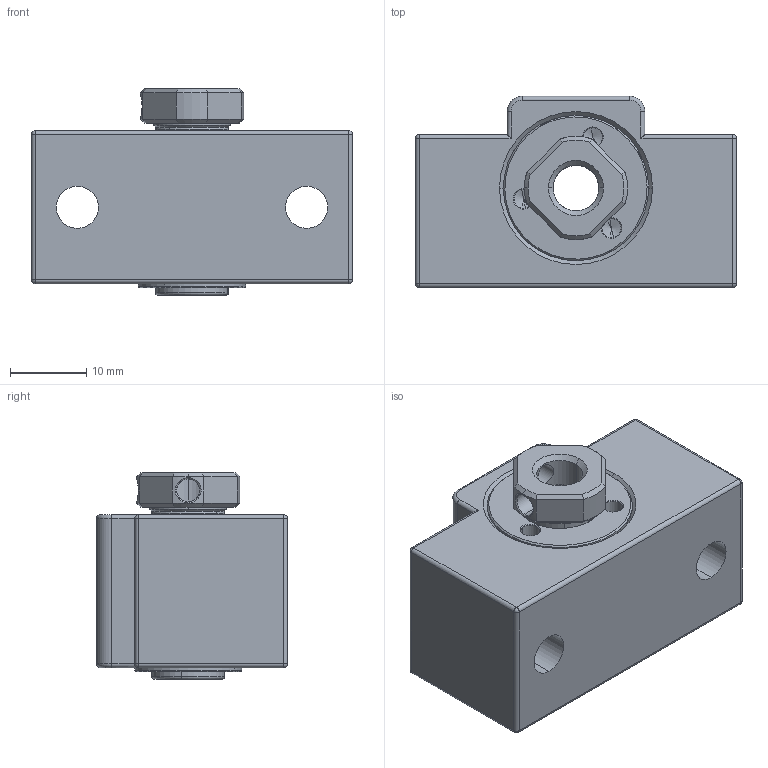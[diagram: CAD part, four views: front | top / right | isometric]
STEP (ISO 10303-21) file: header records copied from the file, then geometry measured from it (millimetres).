
FILE_DESCRIPTION (( 'STEP AP214' ), '1' );
FILE_NAME ('EK06疒玉.STEP', '2018-12-10T05:06:10', ( 'Windows 荤侩磊' ), ( '' ), 'SwSTEP 2.0', 'SolidWorks 2013', '' );
FILE_SCHEMA (( 'AUTOMOTIVE_DESIGN' ));
Length unit declared in the file: millimetre
Products named in the file (7): FK06鎖固螺帽(成_); EK06軸封; FK.EK06間隔環; 706A; M19X1軸承_; EK06_體(成_) ; EK06疒玉
Assembly tree (8 placements, depth 2):
  EK06疒玉
    EK06_體(成_) 
    M19X1軸承_
    706A  x2
    FK.EK06間隔環  x2
    EK06軸封
    FK06鎖固螺帽(成_)
Bounding box: 42 x 25 x 27 mm (x, y, z)
Volume: 15346.9 mm3; surface area: 11507.6 mm2
Topology: 34 solids, 34 shells, 333 faces, 805 edges, 440 vertices
Faces by surface type: bspline 104, cylinder 101, cone 58, plane 48, torus 14, sphere 8
Entity records: 10907 total; most frequent: CARTESIAN_POINT 5033, DIRECTION 1210, ORIENTED_EDGE 1086, EDGE_CURVE 543, AXIS2_PLACEMENT_3D 517, VERTEX_POINT 334, CIRCLE 307, EDGE_LOOP 289
